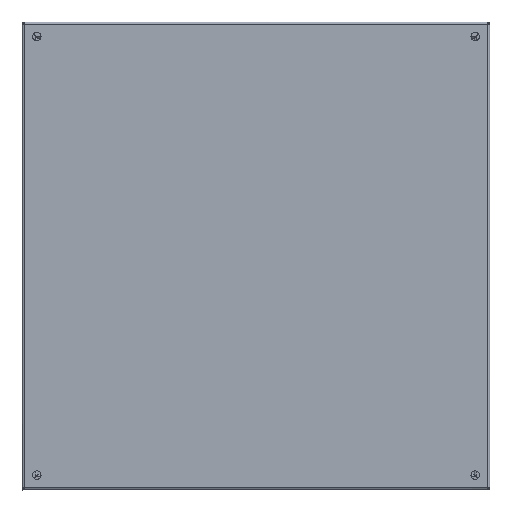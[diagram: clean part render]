
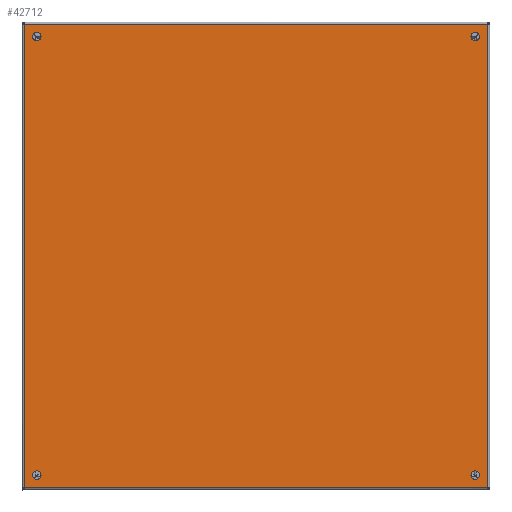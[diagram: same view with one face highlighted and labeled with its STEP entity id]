
A CAD part, top view. The second image highlights one B-rep face of the part: STEP entity #42712.
In plain terms, the highlighted planar face has unit normal (0, 0, 1).
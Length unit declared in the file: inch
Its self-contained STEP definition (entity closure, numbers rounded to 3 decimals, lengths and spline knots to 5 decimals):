
#1434 = DIRECTION ( 'NONE',  ( 0., 0., -1. ) ) ;
#2334 = VERTEX_POINT ( 'NONE', #40198 ) ;
#2408 = EDGE_CURVE ( 'NONE', #68233, #2334, #78964, .T. ) ;
#2515 = CARTESIAN_POINT ( 'NONE',  ( 0.40625, 23.125, 10.9175 ) ) ;
#4148 = ORIENTED_EDGE ( 'NONE', *, *, #82311, .T. ) ;
#5235 = ORIENTED_EDGE ( 'NONE', *, *, #2408, .F. ) ;
#6670 = DIRECTION ( 'NONE',  ( -1., 0., 0. ) ) ;
#7541 = ORIENTED_EDGE ( 'NONE', *, *, #41973, .T. ) ;
#8809 = DIRECTION ( 'NONE',  ( 0., 0., -1. ) ) ;
#9162 = CARTESIAN_POINT ( 'NONE',  ( 0.625, 23.125, 10.9175 ) ) ;
#9236 = DIRECTION ( 'NONE',  ( 1., 0., 0. ) ) ;
#9438 = DIRECTION ( 'NONE',  ( 0., 0., -1. ) ) ;
#9755 = AXIS2_PLACEMENT_3D ( 'NONE', #67913, #52515, #51496 ) ;
#10708 = EDGE_CURVE ( 'NONE', #36598, #40723, #72134, .T. ) ;
#11071 = FACE_OUTER_BOUND ( 'NONE', #86425, .T. ) ;
#11545 = CIRCLE ( 'NONE', #9755, 0.07 ) ;
#11727 = VERTEX_POINT ( 'NONE', #103105 ) ;
#12618 = VECTOR ( 'NONE', #88877, 39.37008 ) ;
#13025 = CARTESIAN_POINT ( 'NONE',  ( 23.76975, 23.75777, 10.9175 ) ) ;
#14200 = CARTESIAN_POINT ( 'NONE',  ( 11.875, -0.01975, 10.9175 ) ) ;
#15090 = CIRCLE ( 'NONE', #84680, 0.21875 ) ;
#15265 = EDGE_CURVE ( 'NONE', #51663, #51663, #15090, .T. ) ;
#16815 = DIRECTION ( 'NONE',  ( -1., 0., 0. ) ) ;
#18678 = EDGE_CURVE ( 'NONE', #59796, #97546, #11545, .T. ) ;
#18705 = EDGE_CURVE ( 'NONE', #59796, #11727, #78825, .T. ) ;
#19019 = AXIS2_PLACEMENT_3D ( 'NONE', #94526, #1434, #25149 ) ;
#19860 = FACE_BOUND ( 'NONE', #20612, .T. ) ;
#19884 = EDGE_CURVE ( 'NONE', #97841, #97841, #80958, .T. ) ;
#20612 = EDGE_LOOP ( 'NONE', ( #4148 ) ) ;
#22001 = CARTESIAN_POINT ( 'NONE',  ( -0.01975, -0.00777, 10.9175 ) ) ;
#22900 = EDGE_CURVE ( 'NONE', #36598, #97546, #76151, .T. ) ;
#23349 = CIRCLE ( 'NONE', #57893, 0.21875 ) ;
#25149 = DIRECTION ( 'NONE',  ( 1., 0., 0. ) ) ;
#27272 = VERTEX_POINT ( 'NONE', #47524 ) ;
#28358 = ORIENTED_EDGE ( 'NONE', *, *, #95481, .F. ) ;
#29400 = ORIENTED_EDGE ( 'NONE', *, *, #10708, .T. ) ;
#30839 = EDGE_CURVE ( 'NONE', #68233, #11727, #57283, .T. ) ;
#31915 = CARTESIAN_POINT ( 'NONE',  ( 23.81289, -0.06289, 10.9175 ) ) ;
#32500 = CARTESIAN_POINT ( 'NONE',  ( 23.76975, 11.875, 10.9175 ) ) ;
#34098 = VECTOR ( 'NONE', #87498, 39.37008 ) ;
#34784 = AXIS2_PLACEMENT_3D ( 'NONE', #41869, #9438, #72825 ) ;
#36131 = CARTESIAN_POINT ( 'NONE',  ( -0.01975, 23.75777, 10.9175 ) ) ;
#36598 = VERTEX_POINT ( 'NONE', #22001 ) ;
#36900 = CARTESIAN_POINT ( 'NONE',  ( 23.125, 23.125, 10.9175 ) ) ;
#38618 = DIRECTION ( 'NONE',  ( -1., 0., 0. ) ) ;
#38976 = DIRECTION ( 'NONE',  ( 0., 0., -1. ) ) ;
#39796 = FACE_BOUND ( 'NONE', #52790, .T. ) ;
#40198 = CARTESIAN_POINT ( 'NONE',  ( 23.76975, -0.00777, 10.9175 ) ) ;
#40723 = VERTEX_POINT ( 'NONE', #85121 ) ;
#41869 = CARTESIAN_POINT ( 'NONE',  ( 0.625, 0.625, 10.9175 ) ) ;
#41973 = EDGE_CURVE ( 'NONE', #27272, #2334, #86222, .T. ) ;
#42712 = ADVANCED_FACE ( 'NONE', ( #19860, #49727, #72129, #39796, #11071 ), #53886, .F. ) ;
#43064 = ORIENTED_EDGE ( 'NONE', *, *, #15265, .T. ) ;
#44144 = AXIS2_PLACEMENT_3D ( 'NONE', #31915, #87258, #9236 ) ;
#46066 = CARTESIAN_POINT ( 'NONE',  ( 23.125, 0.625, 10.9175 ) ) ;
#47524 = CARTESIAN_POINT ( 'NONE',  ( 23.75777, -0.01975, 10.9175 ) ) ;
#48779 = CARTESIAN_POINT ( 'NONE',  ( -0.01975, 11.875, 10.9175 ) ) ;
#49459 = ORIENTED_EDGE ( 'NONE', *, *, #18678, .T. ) ;
#49727 = FACE_BOUND ( 'NONE', #99426, .T. ) ;
#50094 = VERTEX_POINT ( 'NONE', #81338 ) ;
#51496 = DIRECTION ( 'NONE',  ( 1., 0., 0. ) ) ;
#51663 = VERTEX_POINT ( 'NONE', #96099 ) ;
#52515 = DIRECTION ( 'NONE',  ( 0., 0., -1. ) ) ;
#52790 = EDGE_LOOP ( 'NONE', ( #62611 ) ) ;
#53886 = PLANE ( 'NONE',  #93591 ) ;
#53894 = AXIS2_PLACEMENT_3D ( 'NONE', #46066, #102248, #6670 ) ;
#54891 = EDGE_LOOP ( 'NONE', ( #94028 ) ) ;
#54931 = VERTEX_POINT ( 'NONE', #2515 ) ;
#57283 = CIRCLE ( 'NONE', #70838, 0.07 ) ;
#57893 = AXIS2_PLACEMENT_3D ( 'NONE', #9162, #8809, #16815 ) ;
#59796 = VERTEX_POINT ( 'NONE', #75054 ) ;
#60528 = DIRECTION ( 'NONE',  ( -1., 0., 0. ) ) ;
#61595 = CARTESIAN_POINT ( 'NONE',  ( 11.875, 11.875, 10.9175 ) ) ;
#61940 = DIRECTION ( 'NONE',  ( 0., 0., -1. ) ) ;
#62204 = LINE ( 'NONE', #14200, #85946 ) ;
#62611 = ORIENTED_EDGE ( 'NONE', *, *, #71435, .T. ) ;
#67913 = CARTESIAN_POINT ( 'NONE',  ( -0.06289, 23.81289, 10.9175 ) ) ;
#68233 = VERTEX_POINT ( 'NONE', #13025 ) ;
#68574 = DIRECTION ( 'NONE',  ( 1., 0., 0. ) ) ;
#69979 = DIRECTION ( 'NONE',  ( -1., 0., 0. ) ) ;
#70838 = AXIS2_PLACEMENT_3D ( 'NONE', #102433, #38976, #70976 ) ;
#70976 = DIRECTION ( 'NONE',  ( 1., 0., 0. ) ) ;
#71435 = EDGE_CURVE ( 'NONE', #50094, #50094, #101686, .T. ) ;
#72129 = FACE_BOUND ( 'NONE', #54891, .T. ) ;
#72134 = CIRCLE ( 'NONE', #19019, 0.07 ) ;
#72825 = DIRECTION ( 'NONE',  ( -1., 0., 0. ) ) ;
#75054 = CARTESIAN_POINT ( 'NONE',  ( -0.00777, 23.76975, 10.9175 ) ) ;
#76151 = LINE ( 'NONE', #48779, #12618 ) ;
#76595 = DIRECTION ( 'NONE',  ( 0., 0., -1. ) ) ;
#76828 = ORIENTED_EDGE ( 'NONE', *, *, #22900, .F. ) ;
#78825 = LINE ( 'NONE', #92340, #98867 ) ;
#78964 = LINE ( 'NONE', #32500, #34098 ) ;
#80958 = CIRCLE ( 'NONE', #34784, 0.21875 ) ;
#81338 = CARTESIAN_POINT ( 'NONE',  ( 22.90625, 0.625, 10.9175 ) ) ;
#81995 = ORIENTED_EDGE ( 'NONE', *, *, #30839, .T. ) ;
#82311 = EDGE_CURVE ( 'NONE', #54931, #54931, #23349, .T. ) ;
#84680 = AXIS2_PLACEMENT_3D ( 'NONE', #36900, #76595, #60528 ) ;
#85121 = CARTESIAN_POINT ( 'NONE',  ( -0.00777, -0.01975, 10.9175 ) ) ;
#85946 = VECTOR ( 'NONE', #38618, 39.37008 ) ;
#86222 = CIRCLE ( 'NONE', #44144, 0.07 ) ;
#86425 = EDGE_LOOP ( 'NONE', ( #7541, #5235, #81995, #97958, #49459, #76828, #29400, #28358 ) ) ;
#87258 = DIRECTION ( 'NONE',  ( 0., 0., -1. ) ) ;
#87498 = DIRECTION ( 'NONE',  ( 0., -1., 0. ) ) ;
#87669 = CARTESIAN_POINT ( 'NONE',  ( 0.40625, 0.625, 10.9175 ) ) ;
#88877 = DIRECTION ( 'NONE',  ( 0., 1., 0. ) ) ;
#92340 = CARTESIAN_POINT ( 'NONE',  ( 11.875, 23.76975, 10.9175 ) ) ;
#93591 = AXIS2_PLACEMENT_3D ( 'NONE', #61595, #61940, #69979 ) ;
#94028 = ORIENTED_EDGE ( 'NONE', *, *, #19884, .T. ) ;
#94526 = CARTESIAN_POINT ( 'NONE',  ( -0.06289, -0.06289, 10.9175 ) ) ;
#95481 = EDGE_CURVE ( 'NONE', #27272, #40723, #62204, .T. ) ;
#96099 = CARTESIAN_POINT ( 'NONE',  ( 22.90625, 23.125, 10.9175 ) ) ;
#97546 = VERTEX_POINT ( 'NONE', #36131 ) ;
#97841 = VERTEX_POINT ( 'NONE', #87669 ) ;
#97958 = ORIENTED_EDGE ( 'NONE', *, *, #18705, .F. ) ;
#98867 = VECTOR ( 'NONE', #68574, 39.37008 ) ;
#99426 = EDGE_LOOP ( 'NONE', ( #43064 ) ) ;
#101686 = CIRCLE ( 'NONE', #53894, 0.21875 ) ;
#102248 = DIRECTION ( 'NONE',  ( 0., 0., -1. ) ) ;
#102433 = CARTESIAN_POINT ( 'NONE',  ( 23.81289, 23.81289, 10.9175 ) ) ;
#103105 = CARTESIAN_POINT ( 'NONE',  ( 23.75777, 23.76975, 10.9175 ) ) ;
